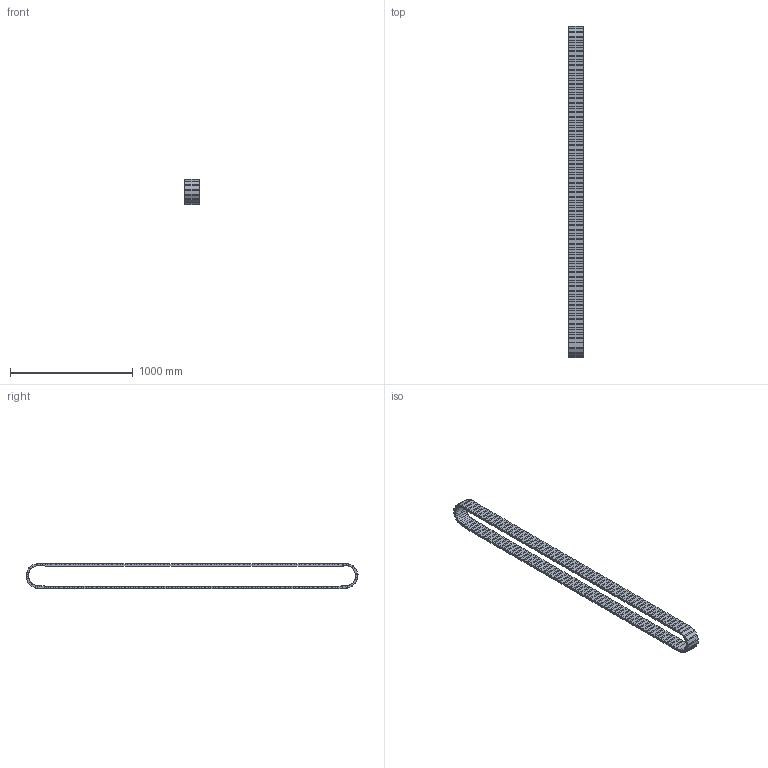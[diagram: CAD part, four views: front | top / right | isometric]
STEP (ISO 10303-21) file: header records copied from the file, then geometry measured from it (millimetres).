
FILE_DESCRIPTION((''),'2;1');
FILE_NAME('147788_CHA_00_100_CHARNELA_SIMP_ASM','2022-12-17T14:45:26',('michi'),(''),'CREO PARAMETRIC BY PTC INC, 2020342','CREO PARAMETRIC BY PTC INC, 2020342','');
FILE_SCHEMA(('CONFIG_CONTROL_DESIGN'));
Length unit declared in the file: millimetre
Products named in the file (147): S_X_F3LIDO1-601; S_X_F3LIDO2-602; S_X_F3LIDO3-603; S_X_F3LIDO4-604; S_X_F3LIDO5-605; S_X_F3LIDO6-606; S_X_F3LIDO7-607; S_X_F3LIDO8-608; S_X_F3LIDO9-609; S_X_F3LIDO10-610; S_X_F3LIDO11-611; S_X_F3LIDO12-612; S_X_F3LIDO13-613; S_X_F3LIDO14-614; S_X_F3LIDO15-615; S_X_F3LIDO16-616; S_X_F3LIDO17-617; S_X_F3LIDO18; S_X_F3LIDO19; S_X_F3LIDO20-620; S_X_F3LIDO21-621; S_X_F3LIDO22-622; S_X_F3LIDO23-623; S_X_F3LIDO24-624; S_X_F3LIDO25-625; S_X_F3LIDO26-626; S_X_F3LIDO27-627; S_X_F3LIDO28-628; S_X_F3LIDO29; S_X_F3LIDO30-630; S_X_F3LIDO31; S_X_F3LIDO32; S_X_F3LIDO33; S_X_F3LIDO34; S_X_F3LIDO35; S_X_F3LIDO36; S_X_F3LIDO37; S_X_F3LIDO38; S_X_F3LIDO39-639; S_X_F3LIDO40-640 ...
Assembly tree (146 placements, depth 2):
  147788_CHA_00_100_CHARNELA_SIMP_ASM
    S_X_F3LIDO1-601
    S_X_F3LIDO2-602
    S_X_F3LIDO3-603
    S_X_F3LIDO4-604
    S_X_F3LIDO5-605
    S_X_F3LIDO6-606
    S_X_F3LIDO7-607
    S_X_F3LIDO8-608
    S_X_F3LIDO9-609
    S_X_F3LIDO10-610
    S_X_F3LIDO11-611
    S_X_F3LIDO12-612
    S_X_F3LIDO13-613
    S_X_F3LIDO14-614
    S_X_F3LIDO15-615
    S_X_F3LIDO16-616
    S_X_F3LIDO17-617
    S_X_F3LIDO18
    S_X_F3LIDO19
    S_X_F3LIDO20-620
    S_X_F3LIDO21-621
    S_X_F3LIDO22-622
    S_X_F3LIDO23-623
    S_X_F3LIDO24-624
    S_X_F3LIDO25-625
    S_X_F3LIDO26-626
    S_X_F3LIDO27-627
    S_X_F3LIDO28-628
    S_X_F3LIDO29
    S_X_F3LIDO30-630
    S_X_F3LIDO31
    S_X_F3LIDO32
    S_X_F3LIDO33
    S_X_F3LIDO34
    S_X_F3LIDO35
    S_X_F3LIDO36
    S_X_F3LIDO37
    S_X_F3LIDO38
    S_X_F3LIDO39-639
    S_X_F3LIDO40-640
    S_X_F3LIDO41
    S_X_F3LIDO42-642
    S_X_F3LIDO43
    S_X_F3LIDO44-644
    S_X_F3LIDO45-645
    S_X_F3LIDO46-646
    S_X_F3LIDO47-647
    S_X_F3LIDO48-648
    S_X_F3LIDO49-649
    S_X_F3LIDO50-650
    S_X_F3LIDO51-651
    S_X_F3LIDO52-652
    S_X_F3LIDO53-653
    S_X_F3LIDO54-654
    S_X_F3LIDO55-655
    S_X_F3LIDO56-656
    S_X_F3LIDO57-657
    S_X_F3LIDO58-658
    S_X_F3LIDO59-659
Bounding box: 114.3 x 2703.61 x 206.58 mm (x, y, z)
Volume: 16434403.7 mm3; surface area: 2628054.4 mm2
Topology: 146 solids, 146 shells, 876 faces, 1752 edges, 1168 vertices
Faces by surface type: plane 876
Entity records: 25236 total; most frequent: DIRECTION 4090, CARTESIAN_POINT 4089, ORIENTED_EDGE 3504, VECTOR 1752, LINE 1752, EDGE_CURVE 1752, AXIS2_PLACEMENT_3D 1169, VERTEX_POINT 1168
